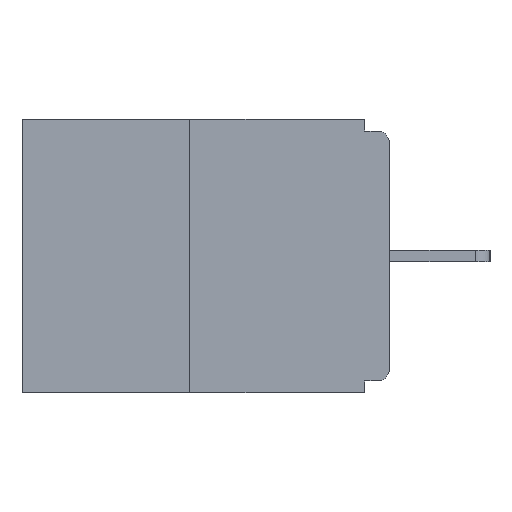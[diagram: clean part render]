
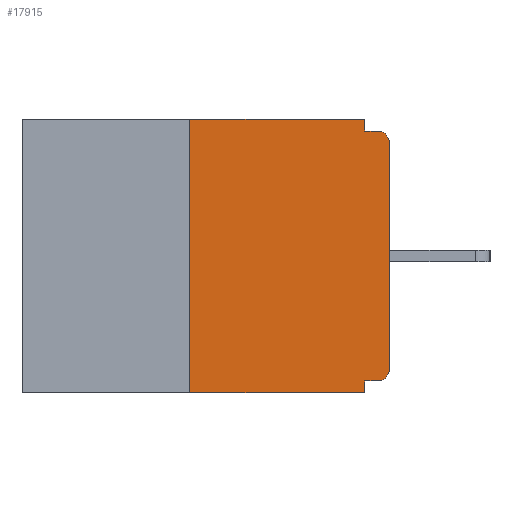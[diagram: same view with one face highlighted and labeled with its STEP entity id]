
A CAD part, left-side view. The second image highlights one B-rep face of the part: STEP entity #17915.
In plain terms, the highlighted planar face has unit normal (-1, 0, 0).
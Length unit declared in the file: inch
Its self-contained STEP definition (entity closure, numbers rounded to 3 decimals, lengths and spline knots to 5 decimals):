
#279 = CARTESIAN_POINT ( 'NONE',  ( 0., 0., -0.328 ) ) ;
#557 = LINE ( 'NONE', #279, #22913 ) ;
#675 = DIRECTION ( 'NONE',  ( -1., 0., 0. ) ) ;
#1618 = EDGE_CURVE ( 'NONE', #24597, #8137, #24320, .T. ) ;
#1886 = VERTEX_POINT ( 'NONE', #20518 ) ;
#2240 = VERTEX_POINT ( 'NONE', #4623 ) ;
#2414 = AXIS2_PLACEMENT_3D ( 'NONE', #2785, #12618, #19253 ) ;
#2785 = CARTESIAN_POINT ( 'NONE',  ( 0., 0.46, 0. ) ) ;
#3889 = VERTEX_POINT ( 'NONE', #19158 ) ;
#4159 = CARTESIAN_POINT ( 'NONE',  ( 0., 0.46, -0.343 ) ) ;
#4511 = VERTEX_POINT ( 'NONE', #12980 ) ;
#4623 = CARTESIAN_POINT ( 'NONE',  ( 0., 0., -0.313 ) ) ;
#4756 = VERTEX_POINT ( 'NONE', #25361 ) ;
#5021 = DIRECTION ( 'NONE',  ( 0., 0., -1. ) ) ;
#5070 = EDGE_CURVE ( 'NONE', #2240, #18861, #20079, .T. ) ;
#5307 = EDGE_CURVE ( 'NONE', #4511, #1886, #12282, .T. ) ;
#5363 = ORIENTED_EDGE ( 'NONE', *, *, #14139, .T. ) ;
#5415 = CARTESIAN_POINT ( 'NONE',  ( 0., 0.031, -0.328 ) ) ;
#5638 = ORIENTED_EDGE ( 'NONE', *, *, #1618, .F. ) ;
#6053 = CARTESIAN_POINT ( 'NONE',  ( 0., 0.46, 0. ) ) ;
#6097 = DIRECTION ( 'NONE',  ( 0., 0., -1. ) ) ;
#6457 = ORIENTED_EDGE ( 'NONE', *, *, #15693, .T. ) ;
#6749 = ORIENTED_EDGE ( 'NONE', *, *, #23954, .T. ) ;
#7163 = EDGE_LOOP ( 'NONE', ( #24153, #12138, #6749, #5638, #18863, #5363, #21882, #6457, #8756, #23666 ) ) ;
#7296 = DIRECTION ( 'NONE',  ( -1., 0., 0. ) ) ;
#7765 = CARTESIAN_POINT ( 'NONE',  ( 0., 0., -0.015 ) ) ;
#8099 = CARTESIAN_POINT ( 'NONE',  ( 0., 0.25, 0. ) ) ;
#8137 = VERTEX_POINT ( 'NONE', #16642 ) ;
#8264 = CARTESIAN_POINT ( 'NONE',  ( 0., 0., 0. ) ) ;
#8680 = AXIS2_PLACEMENT_3D ( 'NONE', #15434, #7296, #5021 ) ;
#8756 = ORIENTED_EDGE ( 'NONE', *, *, #12004, .F. ) ;
#8808 = CARTESIAN_POINT ( 'NONE',  ( 0., 0.031, 0. ) ) ;
#8993 = EDGE_CURVE ( 'NONE', #13237, #3889, #24637, .T. ) ;
#9292 = AXIS2_PLACEMENT_3D ( 'NONE', #12802, #675, #25390 ) ;
#9960 = DIRECTION ( 'NONE',  ( 0., 0., -1. ) ) ;
#10941 = DIRECTION ( 'NONE',  ( 0., 1., 0. ) ) ;
#11986 = LINE ( 'NONE', #4159, #12946 ) ;
#12004 = EDGE_CURVE ( 'NONE', #3889, #21932, #26302, .T. ) ;
#12138 = ORIENTED_EDGE ( 'NONE', *, *, #5307, .F. ) ;
#12282 = LINE ( 'NONE', #8099, #25613 ) ;
#12468 = CARTESIAN_POINT ( 'NONE',  ( 0., 0.015, -0.015 ) ) ;
#12618 = DIRECTION ( 'NONE',  ( 1., 0., 0. ) ) ;
#12802 = CARTESIAN_POINT ( 'NONE',  ( 0., 0.015, -0.03 ) ) ;
#12946 = VECTOR ( 'NONE', #20670, 39.37008 ) ;
#12980 = CARTESIAN_POINT ( 'NONE',  ( 0., 0.25, -0.343 ) ) ;
#13237 = VERTEX_POINT ( 'NONE', #8808 ) ;
#13256 = VECTOR ( 'NONE', #24703, 39.37008 ) ;
#14018 = CARTESIAN_POINT ( 'NONE',  ( 0., 0.031, -0.343 ) ) ;
#14139 = EDGE_CURVE ( 'NONE', #4756, #2240, #20803, .T. ) ;
#14308 = DIRECTION ( 'NONE',  ( 0., -1., 0. ) ) ;
#15067 = PLANE ( 'NONE',  #2414 ) ;
#15434 = CARTESIAN_POINT ( 'NONE',  ( 0., 0.015, -0.313 ) ) ;
#15693 = EDGE_CURVE ( 'NONE', #18861, #21932, #26580, .T. ) ;
#15974 = CARTESIAN_POINT ( 'NONE',  ( 0., 0.031, 0. ) ) ;
#16642 = CARTESIAN_POINT ( 'NONE',  ( 0., 0.031, -0.343 ) ) ;
#17915 = ADVANCED_FACE ( 'NONE', ( #22800 ), #15067, .F. ) ;
#18377 = LINE ( 'NONE', #6053, #22958 ) ;
#18861 = VERTEX_POINT ( 'NONE', #21582 ) ;
#18863 = ORIENTED_EDGE ( 'NONE', *, *, #23598, .F. ) ;
#19158 = CARTESIAN_POINT ( 'NONE',  ( 0., 0.031, -0.015 ) ) ;
#19253 = DIRECTION ( 'NONE',  ( 0., 0., -1. ) ) ;
#19944 = VECTOR ( 'NONE', #6097, 39.37008 ) ;
#20079 = LINE ( 'NONE', #8264, #26454 ) ;
#20518 = CARTESIAN_POINT ( 'NONE',  ( 0., 0.25, 0. ) ) ;
#20670 = DIRECTION ( 'NONE',  ( 0., -1., 0. ) ) ;
#20803 = CIRCLE ( 'NONE', #8680, 0.015 ) ;
#21582 = CARTESIAN_POINT ( 'NONE',  ( 0., 0., -0.03 ) ) ;
#21882 = ORIENTED_EDGE ( 'NONE', *, *, #5070, .T. ) ;
#21932 = VERTEX_POINT ( 'NONE', #12468 ) ;
#22079 = VECTOR ( 'NONE', #9960, 39.37008 ) ;
#22771 = EDGE_CURVE ( 'NONE', #1886, #13237, #18377, .T. ) ;
#22800 = FACE_OUTER_BOUND ( 'NONE', #7163, .T. ) ;
#22900 = DIRECTION ( 'NONE',  ( 0., 0., 1. ) ) ;
#22913 = VECTOR ( 'NONE', #10941, 39.37008 ) ;
#22958 = VECTOR ( 'NONE', #14308, 39.37008 ) ;
#23598 = EDGE_CURVE ( 'NONE', #4756, #24597, #557, .T. ) ;
#23666 = ORIENTED_EDGE ( 'NONE', *, *, #8993, .F. ) ;
#23954 = EDGE_CURVE ( 'NONE', #4511, #8137, #11986, .T. ) ;
#24153 = ORIENTED_EDGE ( 'NONE', *, *, #22771, .F. ) ;
#24320 = LINE ( 'NONE', #14018, #22079 ) ;
#24360 = DIRECTION ( 'NONE',  ( 0., 0., 1. ) ) ;
#24597 = VERTEX_POINT ( 'NONE', #5415 ) ;
#24637 = LINE ( 'NONE', #15974, #19944 ) ;
#24703 = DIRECTION ( 'NONE',  ( 0., -1., 0. ) ) ;
#25361 = CARTESIAN_POINT ( 'NONE',  ( 0., 0.015, -0.328 ) ) ;
#25390 = DIRECTION ( 'NONE',  ( 0., 0., -1. ) ) ;
#25613 = VECTOR ( 'NONE', #24360, 39.37008 ) ;
#26302 = LINE ( 'NONE', #7765, #13256 ) ;
#26454 = VECTOR ( 'NONE', #22900, 39.37008 ) ;
#26580 = CIRCLE ( 'NONE', #9292, 0.015 ) ;
